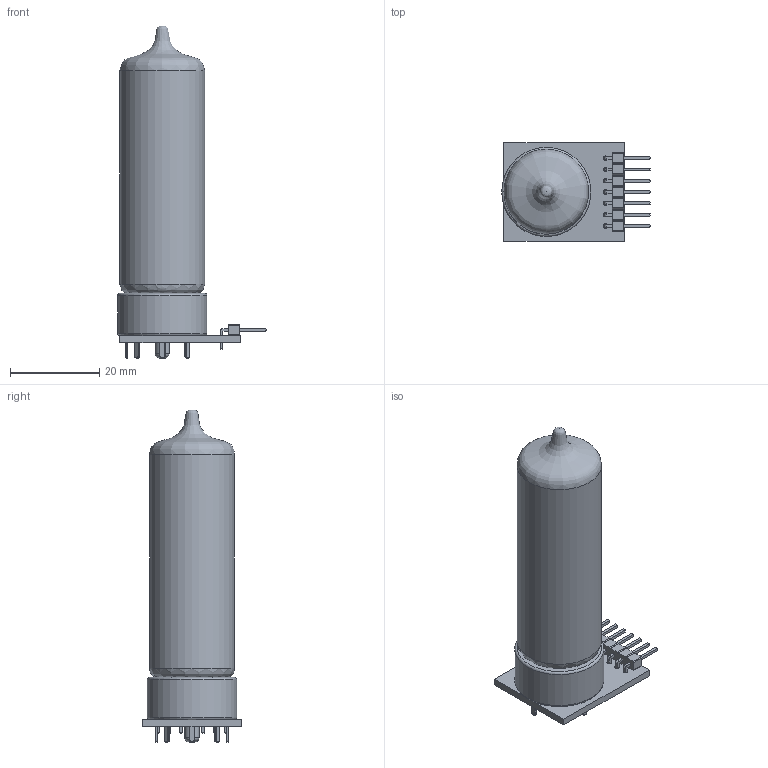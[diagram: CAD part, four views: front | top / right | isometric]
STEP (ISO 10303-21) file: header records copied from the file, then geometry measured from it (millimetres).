
FILE_DESCRIPTION(('KiCad electronic assembly'),'2;1');
FILE_NAME('Angle_mounted_SG2P.step','2023-03-25T22:30:27',('Pcbnew'),( 'Kicad'),'Open CASCADE STEP processor 7.5','KiCad to STEP converter' ,'Unknown');
FILE_SCHEMA(('AUTOMOTIVE_DESIGN { 1 0 10303 214 1 1 1 1 }'));
Length unit declared in the file: millimetre
Products named in the file (8): Angle_mounted_SG2P 1; PinHeader_1x07_P2.54mm_Horizontal; SOLID; 7-pin socket; SG2P; PCB
Assembly tree (7 placements, depth 3):
  Angle_mounted_SG2P 1
    PinHeader_1x07_P2.54mm_Horizontal
      SOLID
    7-pin socket
      SOLID
    SG2P
      SOLID
    PCB
Bounding box: 33.34 x 22 x 74.5 mm (x, y, z)
Volume: 19163.4 mm3; surface area: 7163 mm2
Topology: 4 solids, 4 shells, 533 faces, 1367 edges, 870 vertices
Faces by surface type: plane 406, cylinder 87, torus 37, revolution 3
Full cylindrical faces by diameter (mm): 1 x21, 3.25 x1, 19 x1, 20 x1
Entity records: 35386 total; most frequent: CARTESIAN_POINT 5795, DIRECTION 5355, LINE 3756, VECTOR 3756, ORIENTED_EDGE 2732, PCURVE 2732, DEFINITIONAL_REPRESENTATION 2732, EDGE_CURVE 1366
